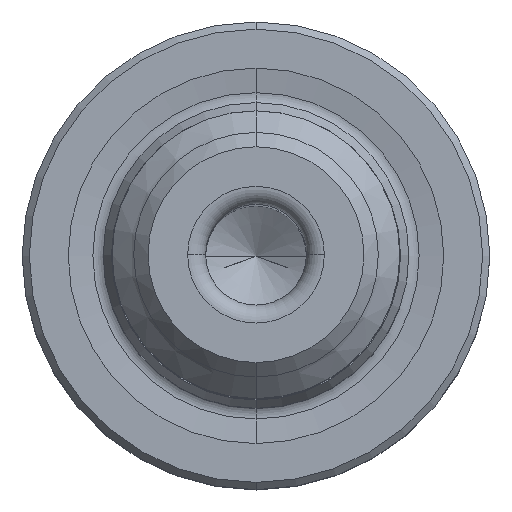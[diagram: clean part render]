
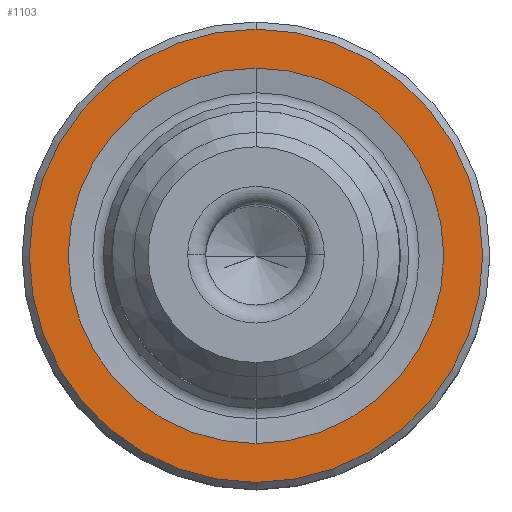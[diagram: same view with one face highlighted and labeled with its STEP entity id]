
A CAD part, top view. The second image highlights one B-rep face of the part: STEP entity #1103.
In plain terms, the highlighted face is planar.
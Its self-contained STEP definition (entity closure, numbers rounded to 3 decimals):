
#236=CARTESIAN_POINT('',(0.,0.,0.));
#237=DIRECTION('',(0.,0.,1.));
#238=DIRECTION('',(0.,1.,0.));
#239=AXIS2_PLACEMENT_3D('',#236,#237,#238);
#244=CARTESIAN_POINT('',(0.,0.,0.));
#245=DIRECTION('',(0.,0.,-1.));
#246=DIRECTION('',(0.,1.,0.));
#247=AXIS2_PLACEMENT_3D('',#244,#245,#246);
#252=CARTESIAN_POINT('',(0.,0.,0.));
#253=DIRECTION('',(0.,0.,-1.));
#254=DIRECTION('',(0.,1.,0.));
#255=AXIS2_PLACEMENT_3D('',#252,#253,#254);
#260=CARTESIAN_POINT('',(0.,0.,0.));
#261=DIRECTION('',(0.,0.,1.));
#262=DIRECTION('',(0.,1.,0.));
#263=AXIS2_PLACEMENT_3D('',#260,#261,#262);
#806=CARTESIAN_POINT('',(0.,5.22,0.));
#807=VERTEX_POINT('',#806);
#840=CARTESIAN_POINT('',(0.,-5.22,0.));
#841=VERTEX_POINT('',#840);
#876=CARTESIAN_POINT('',(0.,6.3,0.));
#877=VERTEX_POINT('',#876);
#878=CARTESIAN_POINT('',(0.,-6.3,0.));
#879=VERTEX_POINT('',#878);
#1088=CARTESIAN_POINT('',(0.,0.,0.));
#1089=DIRECTION('',(0.,0.,-1.));
#1090=DIRECTION('',(0.,-1.,0.));
#1091=AXIS2_PLACEMENT_3D('',#1088,#1089,#1090);
#1092=PLANE('',#1091);
#1093=ORIENTED_EDGE('',*,*,#1070,.T.);
#1094=ORIENTED_EDGE('',*,*,#1081,.F.);
#1095=EDGE_LOOP('',(#1093,#1094));
#1096=FACE_OUTER_BOUND('',#1095,.F.);
#1098=ORIENTED_EDGE('',*,*,#1097,.T.);
#1100=ORIENTED_EDGE('',*,*,#1099,.F.);
#1101=EDGE_LOOP('',(#1098,#1100));
#1102=FACE_BOUND('',#1101,.F.);
#1103=ADVANCED_FACE('',(#1096,#1102),#1092,.T.);
#240=CIRCLE('',#239,6.3);
#248=CIRCLE('',#247,6.3);
#256=CIRCLE('',#255,5.22);
#264=CIRCLE('',#263,5.22);
#1070=EDGE_CURVE('',#877,#879,#240,.T.);
#1081=EDGE_CURVE('',#877,#879,#248,.T.);
#1097=EDGE_CURVE('',#807,#841,#256,.T.);
#1099=EDGE_CURVE('',#807,#841,#264,.T.);
